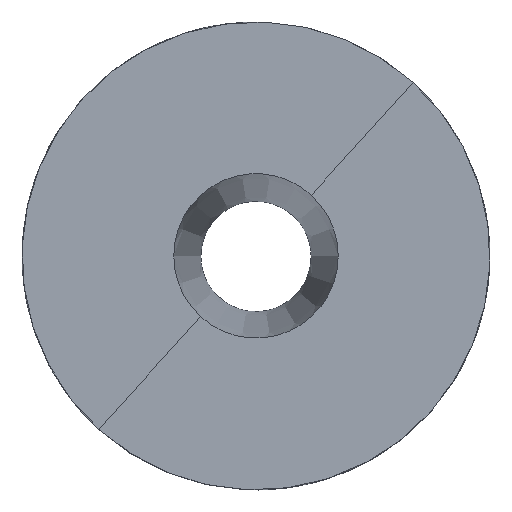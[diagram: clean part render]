
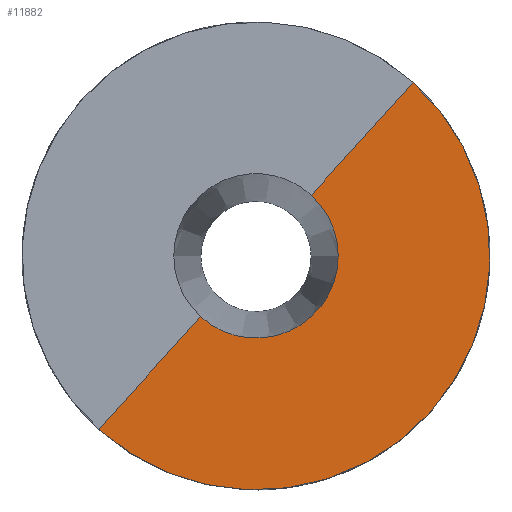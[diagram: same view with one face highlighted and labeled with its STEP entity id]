
A CAD part, top view. The second image highlights one B-rep face of the part: STEP entity #11882.
In plain terms, the highlighted free-form (B-spline) face has degree [1, 3] with [2, 4] control points.
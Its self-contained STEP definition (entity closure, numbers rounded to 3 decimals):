
#35 = CARTESIAN_POINT ( 'NONE',  ( 0., 0., 10.795 ) ) ;
#93 = CARTESIAN_POINT ( 'NONE',  ( 14.821, 16.323, 10.795 ) ) ;
#752 = DIRECTION ( 'NONE',  ( 1., 0., 0. ) ) ;
#1718 = CARTESIAN_POINT ( 'NONE',  ( -14.821, -16.323, 10.795 ) ) ;
#1841 = FACE_OUTER_BOUND ( 'NONE', #14833, .T. ) ;
#2190 = ORIENTED_EDGE ( 'NONE', *, *, #5558, .F. ) ;
#2493 = VERTEX_POINT ( 'NONE', #16020 ) ;
#2528 = B_SPLINE_CURVE_WITH_KNOTS ( 'NONE', 1,
 ( #16938, #20986 ),
 .UNSPECIFIED., .F., .F.,
 ( 2, 2 ),
 ( 0.157, 1. ),
 .UNSPECIFIED. ) ;
#4217 = AXIS2_PLACEMENT_3D ( 'NONE', #12281, #15608, #752 ) ;
#5021 =( BOUNDED_SURFACE ( )  B_SPLINE_SURFACE ( 1, 3, ( 
 ( #12648, #14851, #20138, #14609 ),
 ( #18424, #22211, #5401, #1718 ) ),
 .UNSPECIFIED., .F., .F., .T. ) 
 B_SPLINE_SURFACE_WITH_KNOTS ( ( 2, 2 ),
 ( 4, 4 ),
 ( 0.157, 1. ),
 ( 0., 1. ),
 .UNSPECIFIED. ) 
 GEOMETRIC_REPRESENTATION_ITEM ( )  RATIONAL_B_SPLINE_SURFACE ( (
 ( 1., 0.333, 0.333, 1.),
 ( 1., 0.333, 0.333, 1.) ) ) 
 REPRESENTATION_ITEM ( '' )  SURFACE ( )  );
#5401 = CARTESIAN_POINT ( 'NONE',  ( 17.825, -45.964, 10.795 ) ) ;
#5558 = EDGE_CURVE ( 'NONE', #10060, #2493, #17503, .T. ) ;
#5727 = VERTEX_POINT ( 'NONE', #93 ) ;
#6823 = ORIENTED_EDGE ( 'NONE', *, *, #11021, .F. ) ;
#6914 = AXIS2_PLACEMENT_3D ( 'NONE', #35, #13495, #19153 ) ;
#7448 = ORIENTED_EDGE ( 'NONE', *, *, #12798, .F. ) ;
#8276 = ORIENTED_EDGE ( 'NONE', *, *, #19108, .T. ) ;
#10060 = VERTEX_POINT ( 'NONE', #21632 ) ;
#11021 = EDGE_CURVE ( 'NONE', #15047, #10060, #11242, .T. ) ;
#11242 = CIRCLE ( 'NONE', #4217, 7.75 ) ;
#11882 = ADVANCED_FACE ( 'NONE', ( #1841 ), #5021, .F. ) ;
#12086 = VERTEX_POINT ( 'NONE', #16067 ) ;
#12281 = CARTESIAN_POINT ( 'NONE',  ( 0., 0., 10.795 ) ) ;
#12648 = CARTESIAN_POINT ( 'NONE',  ( 5.21, 5.738, 10.795 ) ) ;
#12798 = EDGE_CURVE ( 'NONE', #2493, #5727, #15785, .T. ) ;
#13495 = DIRECTION ( 'NONE',  ( 0., 0., 1. ) ) ;
#14456 = CARTESIAN_POINT ( 'NONE',  ( 0., 0., 10.795 ) ) ;
#14609 = CARTESIAN_POINT ( 'NONE',  ( -5.21, -5.738, 10.795 ) ) ;
#14833 = EDGE_LOOP ( 'NONE', ( #7448, #2190, #6823, #15581, #8276 ) ) ;
#14851 = CARTESIAN_POINT ( 'NONE',  ( 16.685, -4.682, 10.795 ) ) ;
#15047 = VERTEX_POINT ( 'NONE', #18238 ) ;
#15581 = ORIENTED_EDGE ( 'NONE', *, *, #17647, .T. ) ;
#15586 = CARTESIAN_POINT ( 'NONE',  ( 14.821, 16.323, 10.795 ) ) ;
#15608 = DIRECTION ( 'NONE',  ( 0., 0., 1. ) ) ;
#15785 = B_SPLINE_CURVE_WITH_KNOTS ( 'NONE', 1,
 ( #20752, #15586 ),
 .UNSPECIFIED., .F., .F.,
 ( 2, 2 ),
 ( 0.157, 1. ),
 .UNSPECIFIED. ) ;
#16020 = CARTESIAN_POINT ( 'NONE',  ( 5.21, 5.738, 10.795 ) ) ;
#16067 = CARTESIAN_POINT ( 'NONE',  ( -14.821, -16.323, 10.795 ) ) ;
#16938 = CARTESIAN_POINT ( 'NONE',  ( -5.21, -5.738, 10.795 ) ) ;
#17503 = CIRCLE ( 'NONE', #6914, 7.75 ) ;
#17647 = EDGE_CURVE ( 'NONE', #15047, #12086, #2528, .T. ) ;
#18021 = DIRECTION ( 'NONE',  ( 0., 0., 1. ) ) ;
#18238 = CARTESIAN_POINT ( 'NONE',  ( -5.21, -5.738, 10.795 ) ) ;
#18335 = AXIS2_PLACEMENT_3D ( 'NONE', #14456, #18021, #24023 ) ;
#18424 = CARTESIAN_POINT ( 'NONE',  ( 14.821, 16.323, 10.795 ) ) ;
#19108 = EDGE_CURVE ( 'NONE', #12086, #5727, #21085, .T. ) ;
#19153 = DIRECTION ( 'NONE',  ( 1., 0., 0. ) ) ;
#20138 = CARTESIAN_POINT ( 'NONE',  ( 6.266, -16.157, 10.795 ) ) ;
#20752 = CARTESIAN_POINT ( 'NONE',  ( 5.21, 5.738, 10.795 ) ) ;
#20986 = CARTESIAN_POINT ( 'NONE',  ( -14.821, -16.323, 10.795 ) ) ;
#21085 = CIRCLE ( 'NONE', #18335, 22.047 ) ;
#21632 = CARTESIAN_POINT ( 'NONE',  ( 7.75, 0., 10.795 ) ) ;
#22211 = CARTESIAN_POINT ( 'NONE',  ( 47.466, -13.318, 10.795 ) ) ;
#24023 = DIRECTION ( 'NONE',  ( -0.672, -0.74, 0. ) ) ;
